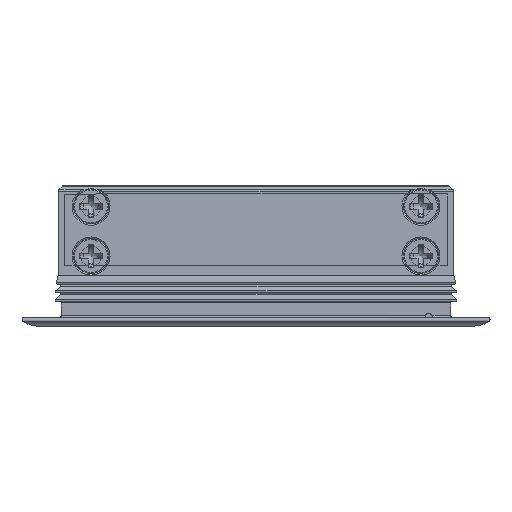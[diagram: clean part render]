
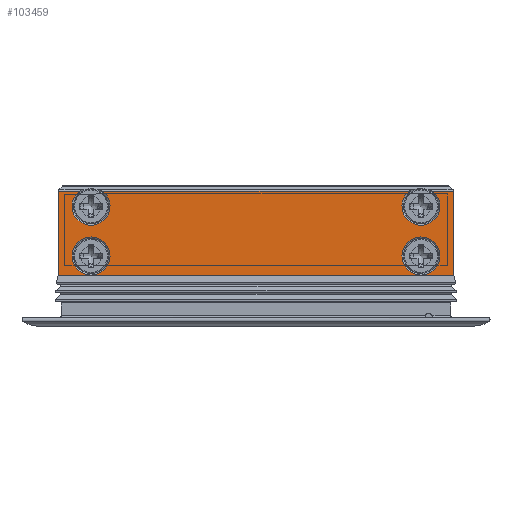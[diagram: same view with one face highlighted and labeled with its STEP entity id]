
A CAD part, left-side view. The second image highlights one B-rep face of the part: STEP entity #103459.
In plain terms, the highlighted face is planar.
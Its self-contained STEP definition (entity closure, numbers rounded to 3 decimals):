
#140=FACE_BOUND('',#6828,.T.);
#141=FACE_BOUND('',#6829,.T.);
#1103=FACE_OUTER_BOUND('',#6827,.T.);
#6827=EDGE_LOOP('',(#67697,#67698,#67699,#67700,#67701,#67702,#67703,#67704));
#6828=EDGE_LOOP('',(#67705));
#6829=EDGE_LOOP('',(#67706));
#12623=LINE('',#147357,#26112);
#12674=LINE('',#147666,#26163);
#12699=LINE('',#147788,#26188);
#12700=LINE('',#147791,#26189);
#12701=LINE('',#147792,#26190);
#12702=LINE('',#147793,#26191);
#26112=VECTOR('',#117735,14.376);
#26163=VECTOR('',#117922,14.376);
#26188=VECTOR('',#118021,52.436);
#26189=VECTOR('',#118024,3.618);
#26190=VECTOR('',#118025,67.6);
#26191=VECTOR('',#118026,3.618);
#39402=CIRCLE('',#109595,3.25);
#39404=CIRCLE('',#109598,3.25);
#39405=CIRCLE('',#109599,3.25);
#39406=CIRCLE('',#109600,3.25);
#41308=VERTEX_POINT('',#147354);
#41309=VERTEX_POINT('',#147356);
#41421=VERTEX_POINT('',#147663);
#41422=VERTEX_POINT('',#147665);
#41459=VERTEX_POINT('',#147779);
#41460=VERTEX_POINT('',#147784);
#41461=VERTEX_POINT('',#147785);
#41462=VERTEX_POINT('',#147787);
#41463=VERTEX_POINT('',#147789);
#41464=VERTEX_POINT('',#147794);
#51388=EDGE_CURVE('',#41308,#41309,#12623,.T.);
#51509=EDGE_CURVE('',#41422,#41421,#12674,.T.);
#51558=EDGE_CURVE('',#41459,#41459,#39402,.T.);
#51560=EDGE_CURVE('',#41460,#41461,#39404,.T.);
#51561=EDGE_CURVE('',#41462,#41461,#12699,.T.);
#51562=EDGE_CURVE('',#41462,#41463,#39405,.T.);
#51563=EDGE_CURVE('',#41422,#41463,#12700,.T.);
#51564=EDGE_CURVE('',#41421,#41309,#12701,.T.);
#51565=EDGE_CURVE('',#41460,#41308,#12702,.T.);
#51566=EDGE_CURVE('',#41464,#41464,#39406,.T.);
#67697=ORIENTED_EDGE('',*,*,#51560,.T.);
#67698=ORIENTED_EDGE('',*,*,#51561,.F.);
#67699=ORIENTED_EDGE('',*,*,#51562,.T.);
#67700=ORIENTED_EDGE('',*,*,#51563,.F.);
#67701=ORIENTED_EDGE('',*,*,#51509,.T.);
#67702=ORIENTED_EDGE('',*,*,#51564,.T.);
#67703=ORIENTED_EDGE('',*,*,#51388,.F.);
#67704=ORIENTED_EDGE('',*,*,#51565,.F.);
#67705=ORIENTED_EDGE('',*,*,#51558,.T.);
#67706=ORIENTED_EDGE('',*,*,#51566,.T.);
#97902=PLANE('',#109597);
#103459=ADVANCED_FACE('',(#1103,#140,#141),#97902,.T.);
#109595=AXIS2_PLACEMENT_3D('',#147781,#118013,#118014);
#109597=AXIS2_PLACEMENT_3D('',#147783,#118017,#118018);
#109598=AXIS2_PLACEMENT_3D('',#147786,#118019,#118020);
#109599=AXIS2_PLACEMENT_3D('',#147790,#118022,#118023);
#109600=AXIS2_PLACEMENT_3D('',#147795,#118027,#118028);
#117735=DIRECTION('',(0.,0.,-1.));
#117922=DIRECTION('',(0.,0.,-1.));
#118013=DIRECTION('center_axis',(0.,1.,0.));
#118014=DIRECTION('ref_axis',(1.,0.,0.));
#118017=DIRECTION('center_axis',(0.,-1.,0.));
#118018=DIRECTION('ref_axis',(0.,0.,-1.));
#118019=DIRECTION('center_axis',(0.,1.,0.));
#118020=DIRECTION('ref_axis',(-1.,0.,0.));
#118021=DIRECTION('',(1.,0.,0.));
#118022=DIRECTION('center_axis',(0.,1.,0.));
#118023=DIRECTION('ref_axis',(-1.,0.,0.));
#118024=DIRECTION('',(1.,0.,0.));
#118025=DIRECTION('',(1.,0.,0.));
#118026=DIRECTION('',(1.,0.,0.));
#118027=DIRECTION('center_axis',(0.,1.,0.));
#118028=DIRECTION('ref_axis',(1.,0.,0.));
#147354=CARTESIAN_POINT('',(33.8,-2.,23.076));
#147356=CARTESIAN_POINT('',(33.8,-2.,8.7));
#147357=CARTESIAN_POINT('',(33.8,-2.,23.076));
#147663=CARTESIAN_POINT('',(-33.8,-2.,8.7));
#147665=CARTESIAN_POINT('',(-33.8,-2.,23.076));
#147666=CARTESIAN_POINT('',(-33.8,-2.,23.076));
#147779=CARTESIAN_POINT('',(28.2,-2.,15.25));
#147781=CARTESIAN_POINT('Origin',(28.2,-2.,12.));
#147783=CARTESIAN_POINT('Origin',(-40.,-2.,23.076));
#147784=CARTESIAN_POINT('',(30.182,-2.,23.076));
#147785=CARTESIAN_POINT('',(26.218,-2.,23.076));
#147786=CARTESIAN_POINT('Origin',(28.2,-2.,20.5));
#147787=CARTESIAN_POINT('',(-26.218,-2.,23.076));
#147788=CARTESIAN_POINT('',(-26.218,-2.,23.076));
#147789=CARTESIAN_POINT('',(-30.182,-2.,23.076));
#147790=CARTESIAN_POINT('Origin',(-28.2,-2.,20.5));
#147791=CARTESIAN_POINT('',(-33.8,-2.,23.076));
#147792=CARTESIAN_POINT('',(-33.8,-2.,8.7));
#147793=CARTESIAN_POINT('',(30.182,-2.,23.076));
#147794=CARTESIAN_POINT('',(-28.2,-2.,15.25));
#147795=CARTESIAN_POINT('Origin',(-28.2,-2.,12.));
